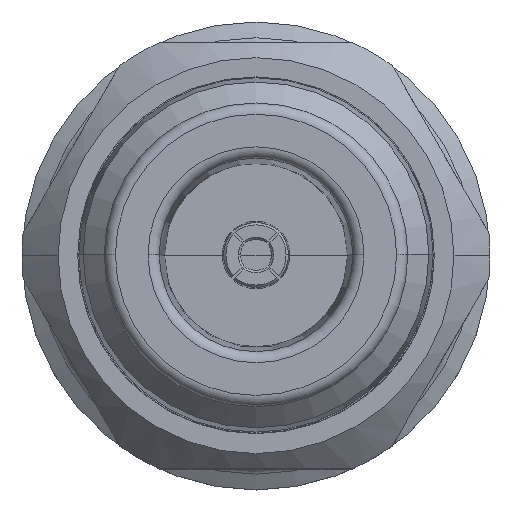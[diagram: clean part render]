
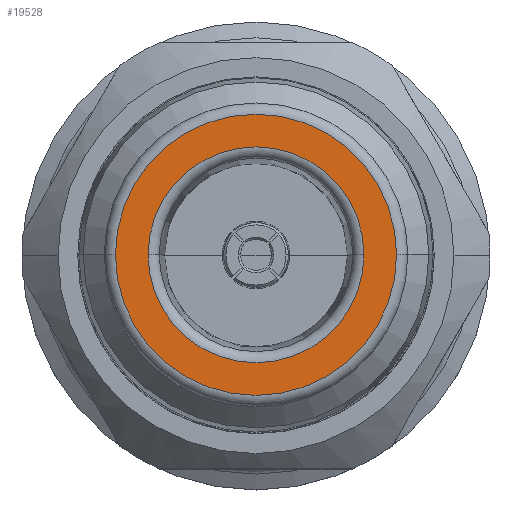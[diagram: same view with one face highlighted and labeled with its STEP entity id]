
A CAD part, top view. The second image highlights one B-rep face of the part: STEP entity #19528.
In plain terms, the highlighted planar face has unit normal (0, 0, 1).
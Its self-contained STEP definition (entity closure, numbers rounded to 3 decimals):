
#488 = EDGE_LOOP ( 'NONE', ( #21021, #10123 ) ) ;
#640 = EDGE_CURVE ( 'NONE', #20556, #16119, #3244, .T. ) ;
#1778 = DIRECTION ( 'NONE',  ( 0., 0., 1. ) ) ;
#1943 = DIRECTION ( 'NONE',  ( 0., 0., -1. ) ) ;
#2606 = FACE_OUTER_BOUND ( 'NONE', #3993, .T. ) ;
#3244 = CIRCLE ( 'NONE', #4989, 6.25 ) ;
#3644 = DIRECTION ( 'NONE',  ( 0., 0., 1. ) ) ;
#3993 = EDGE_LOOP ( 'NONE', ( #19011, #7049 ) ) ;
#4817 = CARTESIAN_POINT ( 'NONE',  ( -6.25, 0., 0. ) ) ;
#4989 = AXIS2_PLACEMENT_3D ( 'NONE', #19019, #20793, #18138 ) ;
#7049 = ORIENTED_EDGE ( 'NONE', *, *, #640, .T. ) ;
#9358 = DIRECTION ( 'NONE',  ( 0., 0., 1. ) ) ;
#10123 = ORIENTED_EDGE ( 'NONE', *, *, #17156, .F. ) ;
#10193 = AXIS2_PLACEMENT_3D ( 'NONE', #13578, #3644, #15256 ) ;
#10887 = FACE_BOUND ( 'NONE', #488, .T. ) ;
#11150 = VERTEX_POINT ( 'NONE', #21157 ) ;
#11698 = CARTESIAN_POINT ( 'NONE',  ( 0., 0., 0. ) ) ;
#11869 = CARTESIAN_POINT ( 'NONE',  ( 0., 0., 0. ) ) ;
#12050 = EDGE_CURVE ( 'NONE', #11150, #21049, #13091, .T. ) ;
#13091 = CIRCLE ( 'NONE', #20759, 4.8 ) ;
#13396 = DIRECTION ( 'NONE',  ( 1., 0., 0. ) ) ;
#13556 = DIRECTION ( 'NONE',  ( -1., 0., 0. ) ) ;
#13578 = CARTESIAN_POINT ( 'NONE',  ( 0., 0., 0. ) ) ;
#13933 = CIRCLE ( 'NONE', #17134, 6.25 ) ;
#14011 = EDGE_CURVE ( 'NONE', #16119, #20556, #13933, .T. ) ;
#15256 = DIRECTION ( 'NONE',  ( 1., 0., 0. ) ) ;
#15387 = AXIS2_PLACEMENT_3D ( 'NONE', #11869, #1943, #13556 ) ;
#16119 = VERTEX_POINT ( 'NONE', #4817 ) ;
#17134 = AXIS2_PLACEMENT_3D ( 'NONE', #19376, #9358, #21007 ) ;
#17156 = EDGE_CURVE ( 'NONE', #21049, #11150, #18584, .T. ) ;
#17255 = CARTESIAN_POINT ( 'NONE',  ( -4.8, 0., 0. ) ) ;
#18138 = DIRECTION ( 'NONE',  ( -1., 0., 0. ) ) ;
#18584 = CIRCLE ( 'NONE', #10193, 4.8 ) ;
#19011 = ORIENTED_EDGE ( 'NONE', *, *, #14011, .T. ) ;
#19019 = CARTESIAN_POINT ( 'NONE',  ( 0., 0., 0. ) ) ;
#19376 = CARTESIAN_POINT ( 'NONE',  ( 0., 0., 0. ) ) ;
#19528 = ADVANCED_FACE ( 'NONE', ( #10887, #2606 ), #20055, .F. ) ;
#20055 = PLANE ( 'NONE',  #15387 ) ;
#20556 = VERTEX_POINT ( 'NONE', #20881 ) ;
#20759 = AXIS2_PLACEMENT_3D ( 'NONE', #11698, #1778, #13396 ) ;
#20793 = DIRECTION ( 'NONE',  ( 0., 0., 1. ) ) ;
#20881 = CARTESIAN_POINT ( 'NONE',  ( 6.25, 0., 0. ) ) ;
#21007 = DIRECTION ( 'NONE',  ( -1., 0., 0. ) ) ;
#21021 = ORIENTED_EDGE ( 'NONE', *, *, #12050, .F. ) ;
#21049 = VERTEX_POINT ( 'NONE', #17255 ) ;
#21157 = CARTESIAN_POINT ( 'NONE',  ( 4.8, 0., 0. ) ) ;
